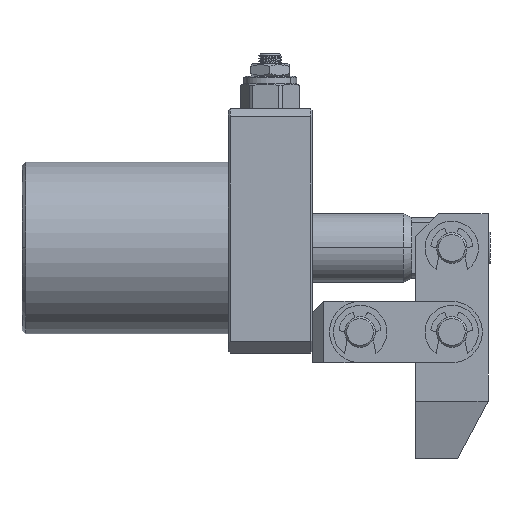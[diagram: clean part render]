
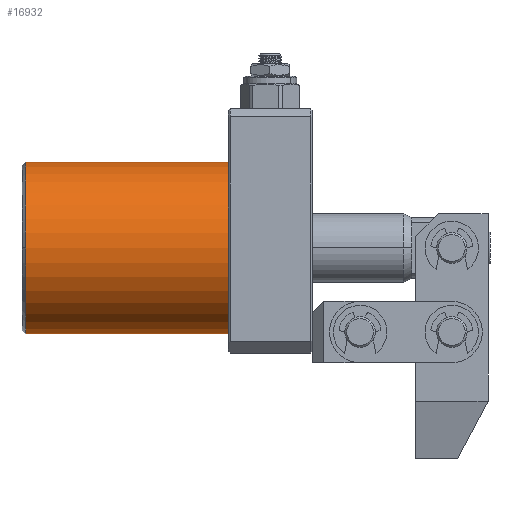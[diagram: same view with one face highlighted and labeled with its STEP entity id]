
A CAD part, front view. The second image highlights one B-rep face of the part: STEP entity #16932.
In plain terms, the highlighted cylindrical face has radius 22.5 mm (diameter 45 mm), a partial arc.
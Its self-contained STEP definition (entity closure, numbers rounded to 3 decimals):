
#251 = CIRCLE ( 'NONE', #19656, 22.5 ) ;
#579 = CARTESIAN_POINT ( 'NONE',  ( 1., 0., -22.5 ) ) ;
#1974 = CARTESIAN_POINT ( 'NONE',  ( 1., 0., 22.5 ) ) ;
#3986 = VERTEX_POINT ( 'NONE', #9436 ) ;
#4045 = DIRECTION ( 'NONE',  ( 1., 0., 0. ) ) ;
#4315 = CIRCLE ( 'NONE', #35602, 22.5 ) ;
#4685 = DIRECTION ( 'NONE',  ( 1., 0., 0. ) ) ;
#5784 = ORIENTED_EDGE ( 'NONE', *, *, #31533, .T. ) ;
#6120 = CARTESIAN_POINT ( 'NONE',  ( 0., 0., 0. ) ) ;
#6605 = VECTOR ( 'NONE', #4685, 1000. ) ;
#8064 = VERTEX_POINT ( 'NONE', #579 ) ;
#8430 = FACE_OUTER_BOUND ( 'NONE', #18196, .T. ) ;
#8825 = DIRECTION ( 'NONE',  ( -1., 0., 0. ) ) ;
#8937 = CARTESIAN_POINT ( 'NONE',  ( 1., 0., 0. ) ) ;
#9436 = CARTESIAN_POINT ( 'NONE',  ( 1., -22.5, 0. ) ) ;
#11617 = VERTEX_POINT ( 'NONE', #16054 ) ;
#11820 = DIRECTION ( 'NONE',  ( 0., 0., -1. ) ) ;
#12470 = DIRECTION ( 'NONE',  ( 1., 0., 0. ) ) ;
#15867 = ORIENTED_EDGE ( 'NONE', *, *, #21225, .T. ) ;
#16054 = CARTESIAN_POINT ( 'NONE',  ( 54., 0., -22.5 ) ) ;
#16932 = ADVANCED_FACE ( 'NONE', ( #8430 ), #20124, .T. ) ;
#17891 = VERTEX_POINT ( 'NONE', #23466 ) ;
#18196 = EDGE_LOOP ( 'NONE', ( #29883, #15867, #5784, #20210, #27365 ) ) ;
#19656 = AXIS2_PLACEMENT_3D ( 'NONE', #26147, #8825, #29114 ) ;
#19708 = EDGE_CURVE ( 'NONE', #31183, #17891, #36482, .T. ) ;
#20124 = CYLINDRICAL_SURFACE ( 'NONE', #22717, 22.5 ) ;
#20202 = EDGE_CURVE ( 'NONE', #8064, #11617, #37290, .T. ) ;
#20210 = ORIENTED_EDGE ( 'NONE', *, *, #20202, .T. ) ;
#20313 = DIRECTION ( 'NONE',  ( 1., 0., 0. ) ) ;
#20926 = AXIS2_PLACEMENT_3D ( 'NONE', #29880, #12470, #32761 ) ;
#21225 = EDGE_CURVE ( 'NONE', #31183, #3986, #26291, .T. ) ;
#22717 = AXIS2_PLACEMENT_3D ( 'NONE', #6120, #20313, #26307 ) ;
#23466 = CARTESIAN_POINT ( 'NONE',  ( 54., 0., 22.5 ) ) ;
#24211 = CARTESIAN_POINT ( 'NONE',  ( 0., 0., -22.5 ) ) ;
#24875 = CARTESIAN_POINT ( 'NONE',  ( 0., 0., 22.5 ) ) ;
#26147 = CARTESIAN_POINT ( 'NONE',  ( 54., 0., 0. ) ) ;
#26291 = CIRCLE ( 'NONE', #20926, 22.5 ) ;
#26307 = DIRECTION ( 'NONE',  ( 0., 0., -1. ) ) ;
#27365 = ORIENTED_EDGE ( 'NONE', *, *, #28889, .T. ) ;
#28685 = VECTOR ( 'NONE', #4045, 1000. ) ;
#28889 = EDGE_CURVE ( 'NONE', #11617, #17891, #251, .T. ) ;
#29114 = DIRECTION ( 'NONE',  ( 0., 0., -1. ) ) ;
#29225 = DIRECTION ( 'NONE',  ( 1., 0., 0. ) ) ;
#29880 = CARTESIAN_POINT ( 'NONE',  ( 1., 0., 0. ) ) ;
#29883 = ORIENTED_EDGE ( 'NONE', *, *, #19708, .F. ) ;
#31183 = VERTEX_POINT ( 'NONE', #1974 ) ;
#31533 = EDGE_CURVE ( 'NONE', #3986, #8064, #4315, .T. ) ;
#32761 = DIRECTION ( 'NONE',  ( 0., 0., -1. ) ) ;
#35602 = AXIS2_PLACEMENT_3D ( 'NONE', #8937, #29225, #11820 ) ;
#36482 = LINE ( 'NONE', #24875, #6605 ) ;
#37290 = LINE ( 'NONE', #24211, #28685 ) ;
